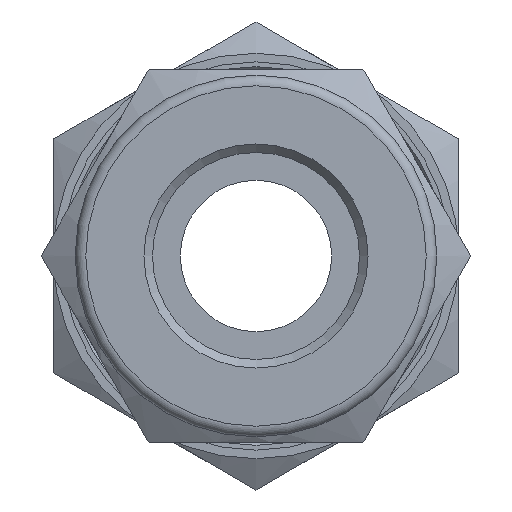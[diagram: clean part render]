
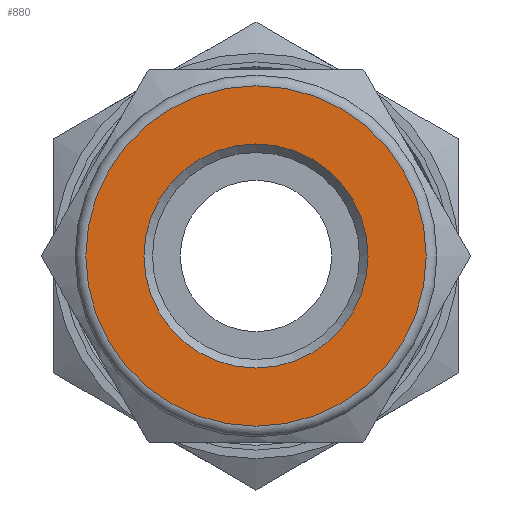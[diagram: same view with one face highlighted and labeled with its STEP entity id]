
A CAD part, left-side view. The second image highlights one B-rep face of the part: STEP entity #880.
In plain terms, the highlighted planar face has unit normal (-1, 0, 0).
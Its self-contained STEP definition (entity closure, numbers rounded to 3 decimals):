
#58=FACE_BOUND('',#215,.T.);
#88=CIRCLE('',#973,8.);
#102=CIRCLE('',#999,5.265);
#152=FACE_OUTER_BOUND('',#214,.T.);
#214=EDGE_LOOP('',(#722));
#215=EDGE_LOOP('',(#723));
#394=VERTEX_POINT('',#1455);
#406=VERTEX_POINT('',#1501);
#493=EDGE_CURVE('',#394,#394,#88,.T.);
#515=EDGE_CURVE('',#406,#406,#102,.T.);
#722=ORIENTED_EDGE('',*,*,#493,.F.);
#723=ORIENTED_EDGE('',*,*,#515,.T.);
#837=PLANE('',#1000);
#880=ADVANCED_FACE('',(#152,#58),#837,.T.);
#973=AXIS2_PLACEMENT_3D('',#1457,#1158,#1159);
#999=AXIS2_PLACEMENT_3D('',#1503,#1218,#1219);
#1000=AXIS2_PLACEMENT_3D('',#1504,#1220,#1221);
#1158=DIRECTION('center_axis',(1.,0.,0.));
#1159=DIRECTION('ref_axis',(0.,0.,-1.));
#1218=DIRECTION('center_axis',(1.,0.,0.));
#1219=DIRECTION('ref_axis',(0.,0.,-1.));
#1220=DIRECTION('center_axis',(-1.,0.,0.));
#1221=DIRECTION('ref_axis',(0.,0.,1.));
#1455=CARTESIAN_POINT('',(0.,0.,8.));
#1457=CARTESIAN_POINT('Origin',(0.,0.,
0.));
#1501=CARTESIAN_POINT('',(0.,-5.265,0.));
#1503=CARTESIAN_POINT('Origin',(0.,0.,
0.));
#1504=CARTESIAN_POINT('Origin',(0.,8.,0.));
